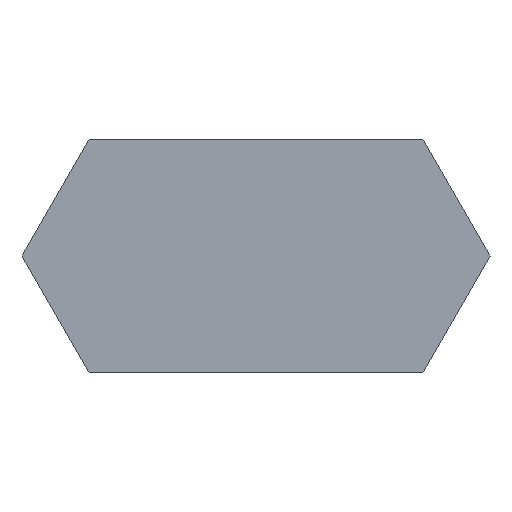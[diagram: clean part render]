
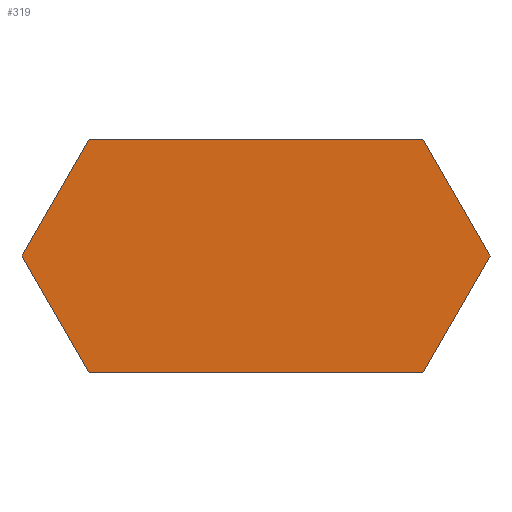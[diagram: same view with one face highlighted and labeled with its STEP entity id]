
A CAD part, front view. The second image highlights one B-rep face of the part: STEP entity #319.
In plain terms, the highlighted planar face has unit normal (0, -1, 0).
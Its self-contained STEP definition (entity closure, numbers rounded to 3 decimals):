
#3 = DIRECTION ( 'NONE',  ( 1., 0., 0. ) ) ;
#10 = EDGE_CURVE ( 'NONE', #418, #11, #546, .T. ) ;
#11 = VERTEX_POINT ( 'NONE', #202 ) ;
#12 = DIRECTION ( 'NONE',  ( -0.5, 0., 0.866 ) ) ;
#39 = CARTESIAN_POINT ( 'NONE',  ( -2.382, -1.82, 1.375 ) ) ;
#46 = VECTOR ( 'NONE', #12, 1000. ) ;
#82 = EDGE_CURVE ( 'NONE', #11, #458, #540, .T. ) ;
#113 = EDGE_CURVE ( 'NONE', #418, #143, #151, .T. ) ;
#129 = PLANE ( 'NONE',  #567 ) ;
#132 = FACE_OUTER_BOUND ( 'NONE', #164, .T. ) ;
#136 = CARTESIAN_POINT ( 'NONE',  ( 0., -1.82, 1.575 ) ) ;
#143 = VERTEX_POINT ( 'NONE', #154 ) ;
#145 = CARTESIAN_POINT ( 'NONE',  ( -2.266, -1.82, 1.575 ) ) ;
#151 = LINE ( 'NONE', #416, #321 ) ;
#154 = CARTESIAN_POINT ( 'NONE',  ( 2.266, -1.82, -1.575 ) ) ;
#164 = EDGE_LOOP ( 'NONE', ( #353, #342, #412, #539, #523, #417 ) ) ;
#187 = DIRECTION ( 'NONE',  ( 1., 0., 0. ) ) ;
#190 = CARTESIAN_POINT ( 'NONE',  ( -2.382, -1.82, -1.375 ) ) ;
#202 = CARTESIAN_POINT ( 'NONE',  ( -3.175, -1.82, 0. ) ) ;
#243 = LINE ( 'NONE', #507, #432 ) ;
#272 = CARTESIAN_POINT ( 'NONE',  ( -2.266, -1.82, -1.575 ) ) ;
#276 = DIRECTION ( 'NONE',  ( 0.5, 0., 0.866 ) ) ;
#319 = ADVANCED_FACE ( 'NONE', ( #132 ), #129, .F. ) ;
#321 = VECTOR ( 'NONE', #3, 1000. ) ;
#342 = ORIENTED_EDGE ( 'NONE', *, *, #495, .F. ) ;
#346 = VERTEX_POINT ( 'NONE', #485 ) ;
#353 = ORIENTED_EDGE ( 'NONE', *, *, #570, .T. ) ;
#358 = DIRECTION ( 'NONE',  ( 0., 1., 0. ) ) ;
#360 = VECTOR ( 'NONE', #471, 1000. ) ;
#376 = LINE ( 'NONE', #557, #360 ) ;
#406 = CARTESIAN_POINT ( 'NONE',  ( 3.175, -1.82, 0. ) ) ;
#411 = VECTOR ( 'NONE', #276, 1000. ) ;
#412 = ORIENTED_EDGE ( 'NONE', *, *, #82, .F. ) ;
#416 = CARTESIAN_POINT ( 'NONE',  ( 0., -1.82, -1.575 ) ) ;
#417 = ORIENTED_EDGE ( 'NONE', *, *, #582, .T. ) ;
#418 = VERTEX_POINT ( 'NONE', #272 ) ;
#432 = VECTOR ( 'NONE', #514, 1000. ) ;
#436 = VERTEX_POINT ( 'NONE', #406 ) ;
#452 = LINE ( 'NONE', #136, #475 ) ;
#458 = VERTEX_POINT ( 'NONE', #145 ) ;
#471 = DIRECTION ( 'NONE',  ( -0.5, 0., 0.866 ) ) ;
#475 = VECTOR ( 'NONE', #187, 1000. ) ;
#485 = CARTESIAN_POINT ( 'NONE',  ( 2.266, -1.82, 1.575 ) ) ;
#495 = EDGE_CURVE ( 'NONE', #458, #346, #452, .T. ) ;
#507 = CARTESIAN_POINT ( 'NONE',  ( 2.382, -1.82, -1.375 ) ) ;
#514 = DIRECTION ( 'NONE',  ( 0.5, 0., 0.866 ) ) ;
#518 = CARTESIAN_POINT ( 'NONE',  ( 0., -1.82, 0. ) ) ;
#523 = ORIENTED_EDGE ( 'NONE', *, *, #113, .T. ) ;
#525 = DIRECTION ( 'NONE',  ( 0., 0., 1. ) ) ;
#539 = ORIENTED_EDGE ( 'NONE', *, *, #10, .F. ) ;
#540 = LINE ( 'NONE', #39, #411 ) ;
#546 = LINE ( 'NONE', #190, #46 ) ;
#557 = CARTESIAN_POINT ( 'NONE',  ( 2.382, -1.82, 1.375 ) ) ;
#567 = AXIS2_PLACEMENT_3D ( 'NONE', #518, #358, #525 ) ;
#570 = EDGE_CURVE ( 'NONE', #436, #346, #376, .T. ) ;
#582 = EDGE_CURVE ( 'NONE', #143, #436, #243, .T. ) ;
